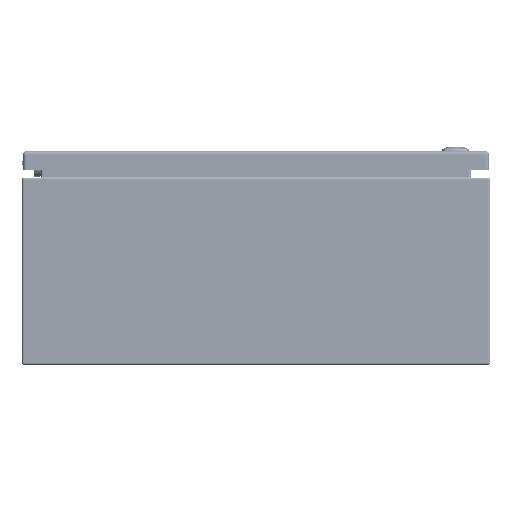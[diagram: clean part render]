
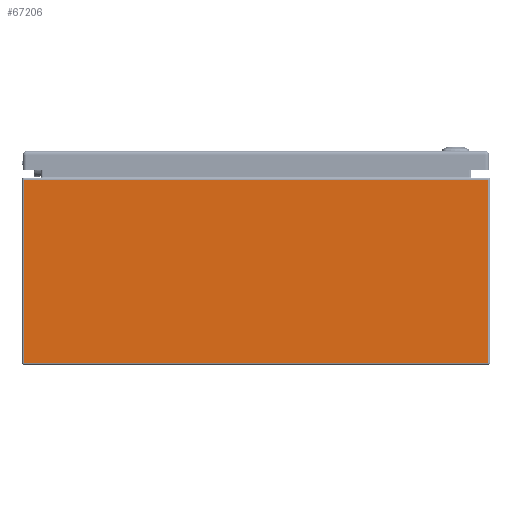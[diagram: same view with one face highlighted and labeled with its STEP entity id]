
A CAD part, front view. The second image highlights one B-rep face of the part: STEP entity #67206.
In plain terms, the highlighted planar face has unit normal (0, -1, 0).
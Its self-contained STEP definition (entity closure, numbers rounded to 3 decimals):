
#6819=LINE('',#94448,#10949);
#6825=LINE('',#94466,#10955);
#6829=LINE('',#94481,#10959);
#6830=LINE('',#94487,#10960);
#10949=VECTOR('',#78266,0.394);
#10955=VECTOR('',#78286,0.394);
#10959=VECTOR('',#78302,0.394);
#10960=VECTOR('',#78311,0.394);
#16167=FACE_OUTER_BOUND('',#20327,.T.);
#20327=EDGE_LOOP('',(#44698,#44699,#44700,#44701));
#27287=VERTEX_POINT('',#94439);
#27290=VERTEX_POINT('',#94446);
#27295=VERTEX_POINT('',#94465);
#27299=VERTEX_POINT('',#94477);
#33976=EDGE_CURVE('',#27290,#27287,#6819,.T.);
#33985=EDGE_CURVE('',#27287,#27295,#6825,.T.);
#33993=EDGE_CURVE('',#27295,#27299,#6829,.T.);
#33996=EDGE_CURVE('',#27290,#27299,#6830,.T.);
#44698=ORIENTED_EDGE('',*,*,#33976,.F.);
#44699=ORIENTED_EDGE('',*,*,#33996,.T.);
#44700=ORIENTED_EDGE('',*,*,#33993,.F.);
#44701=ORIENTED_EDGE('',*,*,#33985,.F.);
#65734=PLANE('',#72230);
#67206=ADVANCED_FACE('',(#16167),#65734,.F.);
#72230=AXIS2_PLACEMENT_3D('',#94486,#78309,#78310);
#78266=DIRECTION('',(0.,0.,1.));
#78286=DIRECTION('',(1.,0.,0.));
#78302=DIRECTION('',(0.,0.,-1.));
#78309=DIRECTION('center_axis',(0.,1.,0.));
#78310=DIRECTION('ref_axis',(0.,0.,1.));
#78311=DIRECTION('',(1.,0.,0.));
#94439=CARTESIAN_POINT('',(-9.916,-12.,7.916));
#94446=CARTESIAN_POINT('',(-9.916,-12.,0.084));
#94448=CARTESIAN_POINT('',(-9.916,-12.,7.916));
#94465=CARTESIAN_POINT('',(9.916,-12.,7.916));
#94466=CARTESIAN_POINT('',(-9.078,-12.,7.916));
#94477=CARTESIAN_POINT('',(9.916,-12.,0.084));
#94481=CARTESIAN_POINT('',(9.916,-12.,7.916));
#94486=CARTESIAN_POINT('Origin',(9.078,-12.,7.916));
#94487=CARTESIAN_POINT('',(0.,-12.,0.084));
